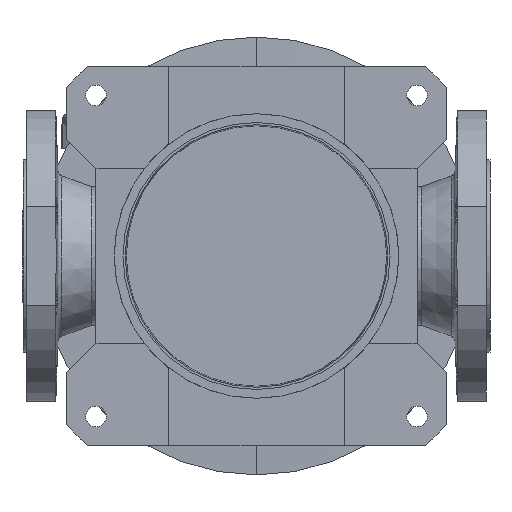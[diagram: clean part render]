
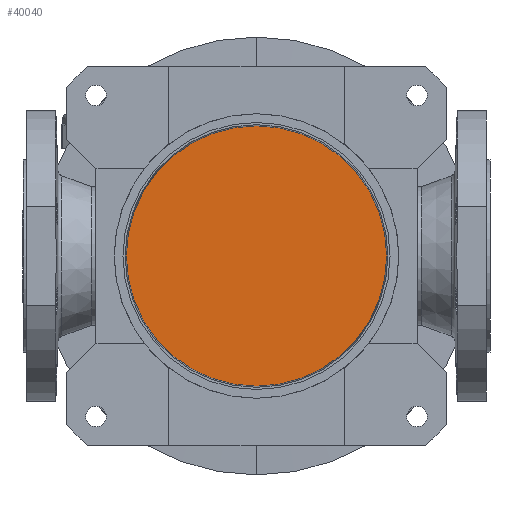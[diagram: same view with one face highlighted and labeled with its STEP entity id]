
A CAD part, front view. The second image highlights one B-rep face of the part: STEP entity #40040.
In plain terms, the highlighted planar face has unit normal (0, -1, 0).
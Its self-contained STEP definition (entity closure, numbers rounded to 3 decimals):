
#3820 = DIRECTION ( 'NONE',  ( 0., 1., 0. ) ) ;
#5379 = AXIS2_PLACEMENT_3D ( 'NONE', #43942, #124101, #64942 ) ;
#11578 = EDGE_CURVE ( 'NONE', #66944, #18955, #96417, .T. ) ;
#13605 = ORIENTED_EDGE ( 'NONE', *, *, #80755, .F. ) ;
#18955 = VERTEX_POINT ( 'NONE', #47610 ) ;
#24461 = CARTESIAN_POINT ( 'NONE',  ( 0., -46., 89.214 ) ) ;
#27976 = EDGE_LOOP ( 'NONE', ( #13605, #124455 ) ) ;
#30804 = DIRECTION ( 'NONE',  ( 0., 0., 1. ) ) ;
#40040 = ADVANCED_FACE ( 'NONE', ( #83781 ), #124520, .T. ) ;
#43942 = CARTESIAN_POINT ( 'NONE',  ( 0., -46., 0. ) ) ;
#47610 = CARTESIAN_POINT ( 'NONE',  ( 0., -46., -89.214 ) ) ;
#53133 = CARTESIAN_POINT ( 'NONE',  ( 0., -46., 0. ) ) ;
#53594 = DIRECTION ( 'NONE',  ( 0., 0., -1. ) ) ;
#64942 = DIRECTION ( 'NONE',  ( 0., 0., 1. ) ) ;
#66944 = VERTEX_POINT ( 'NONE', #24461 ) ;
#77735 = AXIS2_PLACEMENT_3D ( 'NONE', #123870, #104157, #53594 ) ;
#80755 = EDGE_CURVE ( 'NONE', #18955, #66944, #118689, .T. ) ;
#83781 = FACE_OUTER_BOUND ( 'NONE', #27976, .T. ) ;
#96417 = CIRCLE ( 'NONE', #98589, 89.214 ) ;
#98589 = AXIS2_PLACEMENT_3D ( 'NONE', #53133, #3820, #30804 ) ;
#104157 = DIRECTION ( 'NONE',  ( 0., -1., 0. ) ) ;
#118689 = CIRCLE ( 'NONE', #5379, 89.214 ) ;
#123870 = CARTESIAN_POINT ( 'NONE',  ( 0., -46., 0. ) ) ;
#124101 = DIRECTION ( 'NONE',  ( 0., 1., 0. ) ) ;
#124455 = ORIENTED_EDGE ( 'NONE', *, *, #11578, .F. ) ;
#124520 = PLANE ( 'NONE',  #77735 ) ;
